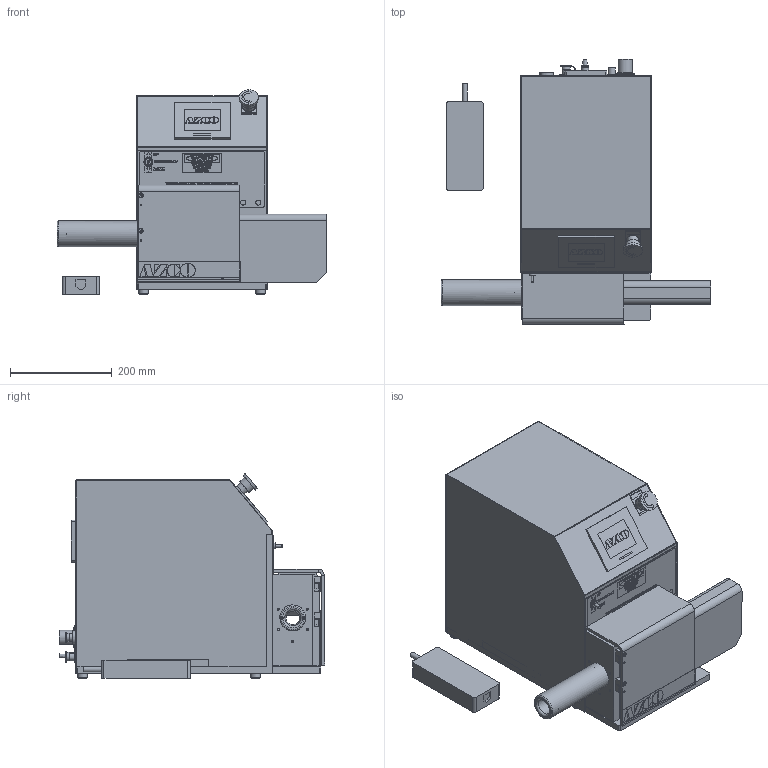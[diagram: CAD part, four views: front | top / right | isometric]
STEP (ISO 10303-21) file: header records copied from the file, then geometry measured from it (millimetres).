
FILE_DESCRIPTION(/* description */ (''),/* implementation_level */ '2;1');
FILE_NAME(/* name */ 'PC25-V4.stp',/* time_stamp */ '2023-01-16T08:08:13-05:00',/* author */ ('tmcandrew'),/* organization */ (''),/* preprocessor_version */ 'ST-DEVELOPER v16.1',/* originating_system */ 'Autodesk Inventor 2016',/* authorisation */ '');
FILE_SCHEMA (('AUTOMOTIVE_DESIGN { 1 0 10303 214 3 1 1 }'));
Products named in the file (1): PC25-V4 SOLID MODEL
Bounding box: 530.55 x 521.39 x 401.98 mm (x, y, z)
Volume: 5449021.7 mm3; surface area: 1999389.9 mm2
Topology: 9 solids, 53 shells, 4530 faces, 11745 edges, 7805 vertices
Faces by surface type: plane 2881, bspline 1140, cylinder 425, cone 80, torus 4
Full cylindrical faces by diameter (mm): 1.533 x4, 2.3 x2, 2.459 x8, 2.644 x5, 2.98 x2, 3 x2, 3.242 x17, 3.4 x2, 3.5 x4, 4 x9, 4.134 x28, 4.2 x2, 4.5 x10, 4.775 x1, 4.826 x4, 4.9 x2, 4.917 x2, 5 x20, 5.025 x2, 5.05 x2, 5.08 x8, 5.5 x41, 6.35 x2, 6.5 x3, 6.782 x1, 7 x2, 7.874 x4, 8 x11, 8.5 x12, 8.611 x4
Entity records: 147461 total; most frequent: CARTESIAN_POINT 41066, ORIENTED_EDGE 22334, DIRECTION 16595, EDGE_CURVE 11167, LINE 7921, VECTOR 7921, VERTEX_POINT 7646, EDGE_LOOP 5635
